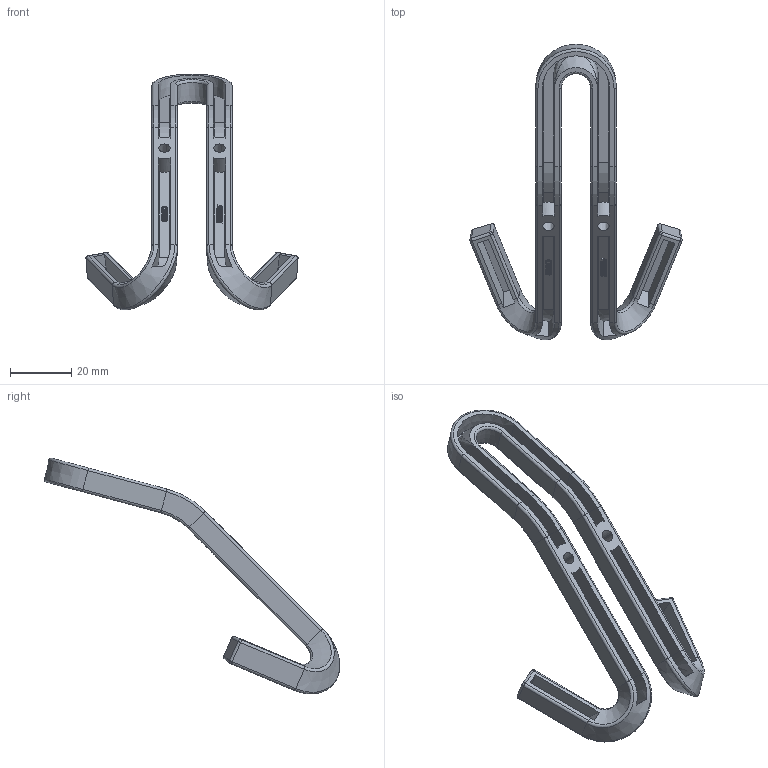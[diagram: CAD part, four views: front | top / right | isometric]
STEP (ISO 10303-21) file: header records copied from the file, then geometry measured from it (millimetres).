
FILE_DESCRIPTION(('Creo Elements/Direct Modeling STEP Export'),'2;1');
FILE_NAME('2500.stp','2021-11-10T13:18:35',(''),(''),'Creo Elements/Direct Modeling STEP processor for AP214 (Solid Model)','Creo Elements/Direct Modeling 20.0 12-Nov-2016 (C) Parametric Technology GmbH','');
FILE_SCHEMA(('AUTOMOTIVE_DESIGN { 1 0 10303 214 1 1 1 1 }'));
Length unit declared in the file: millimetre
Products named in the file (2): ZN-11116
Assembly tree (1 placements, depth 2):
  ZN-11116
    ZN-11116
Bounding box: 69.46 x 96.72 x 77.19 mm (x, y, z)
Volume: 14844.9 mm3; surface area: 13425.2 mm2
Topology: 1 solids, 1 shells, 591 faces, 1628 edges, 1036 vertices
Faces by surface type: plane 479, cylinder 44, cone 30, torus 20, sphere 12, extrusion 4, bspline 2
Entity records: 21746 total; most frequent: CARTESIAN_POINT 6804, ORIENTED_EDGE 3228, DIRECTION 2872, EDGE_CURVE 1614, VECTOR 1412, LINE 1408, VERTEX_POINT 1036, AXIS2_PLACEMENT_3D 730
